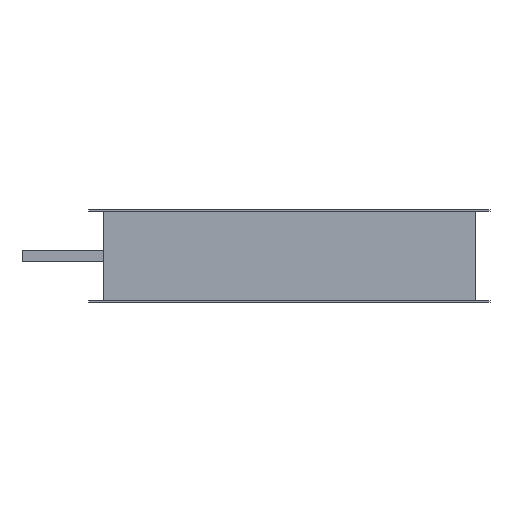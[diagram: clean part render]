
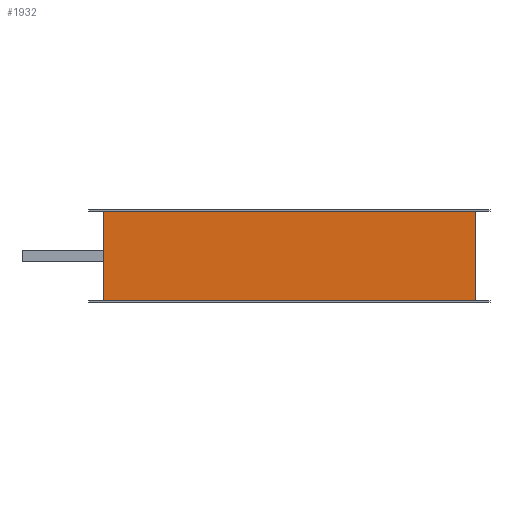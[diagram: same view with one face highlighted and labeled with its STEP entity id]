
A CAD part, front view. The second image highlights one B-rep face of the part: STEP entity #1932.
In plain terms, the highlighted planar face has unit normal (0, -1, 0).
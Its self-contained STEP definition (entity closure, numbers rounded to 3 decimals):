
#11 = LINE ( 'NONE', #4118, #3345 ) ;
#48 = DIRECTION ( 'NONE',  ( 0., 1., 0. ) ) ;
#143 = VERTEX_POINT ( 'NONE', #5417 ) ;
#160 = VECTOR ( 'NONE', #1460, 1000. ) ;
#166 = LINE ( 'NONE', #614, #2004 ) ;
#332 = FACE_OUTER_BOUND ( 'NONE', #2762, .T. ) ;
#606 = ORIENTED_EDGE ( 'NONE', *, *, #2406, .F. ) ;
#614 = CARTESIAN_POINT ( 'NONE',  ( -250., -150., 60. ) ) ;
#967 = VERTEX_POINT ( 'NONE', #2424 ) ;
#1006 = EDGE_CURVE ( 'NONE', #967, #143, #3648, .T. ) ;
#1086 = VERTEX_POINT ( 'NONE', #2003 ) ;
#1094 = LINE ( 'NONE', #2526, #1222 ) ;
#1099 = CARTESIAN_POINT ( 'NONE',  ( 250., -150., 60. ) ) ;
#1222 = VECTOR ( 'NONE', #5115, 1000. ) ;
#1233 = ORIENTED_EDGE ( 'NONE', *, *, #1006, .F. ) ;
#1460 = DIRECTION ( 'NONE',  ( 0., 0., -1. ) ) ;
#1489 = DIRECTION ( 'NONE',  ( 1., 0., 0. ) ) ;
#1504 = EDGE_CURVE ( 'NONE', #1086, #3556, #11, .T. ) ;
#1544 = EDGE_CURVE ( 'NONE', #3556, #143, #1094, .T. ) ;
#1867 = PLANE ( 'NONE',  #3808 ) ;
#1932 = ADVANCED_FACE ( 'NONE', ( #332 ), #1867, .F. ) ;
#2003 = CARTESIAN_POINT ( 'NONE',  ( -250., -150., 60. ) ) ;
#2004 = VECTOR ( 'NONE', #1489, 1000. ) ;
#2406 = EDGE_CURVE ( 'NONE', #1086, #967, #166, .T. ) ;
#2424 = CARTESIAN_POINT ( 'NONE',  ( 250., -150., 60. ) ) ;
#2526 = CARTESIAN_POINT ( 'NONE',  ( -250., -150., -60. ) ) ;
#2762 = EDGE_LOOP ( 'NONE', ( #3401, #1233, #606, #5373 ) ) ;
#2798 = DIRECTION ( 'NONE',  ( 0., 0., -1. ) ) ;
#3269 = CARTESIAN_POINT ( 'NONE',  ( -250., -150., -60. ) ) ;
#3345 = VECTOR ( 'NONE', #2798, 1000. ) ;
#3401 = ORIENTED_EDGE ( 'NONE', *, *, #1544, .T. ) ;
#3556 = VERTEX_POINT ( 'NONE', #3269 ) ;
#3648 = LINE ( 'NONE', #1099, #160 ) ;
#3808 = AXIS2_PLACEMENT_3D ( 'NONE', #4946, #48, #4869 ) ;
#4118 = CARTESIAN_POINT ( 'NONE',  ( -250., -150., 60. ) ) ;
#4869 = DIRECTION ( 'NONE',  ( 0., 0., 1. ) ) ;
#4946 = CARTESIAN_POINT ( 'NONE',  ( -250., -150., 60. ) ) ;
#5115 = DIRECTION ( 'NONE',  ( 1., 0., 0. ) ) ;
#5373 = ORIENTED_EDGE ( 'NONE', *, *, #1504, .T. ) ;
#5417 = CARTESIAN_POINT ( 'NONE',  ( 250., -150., -60. ) ) ;
